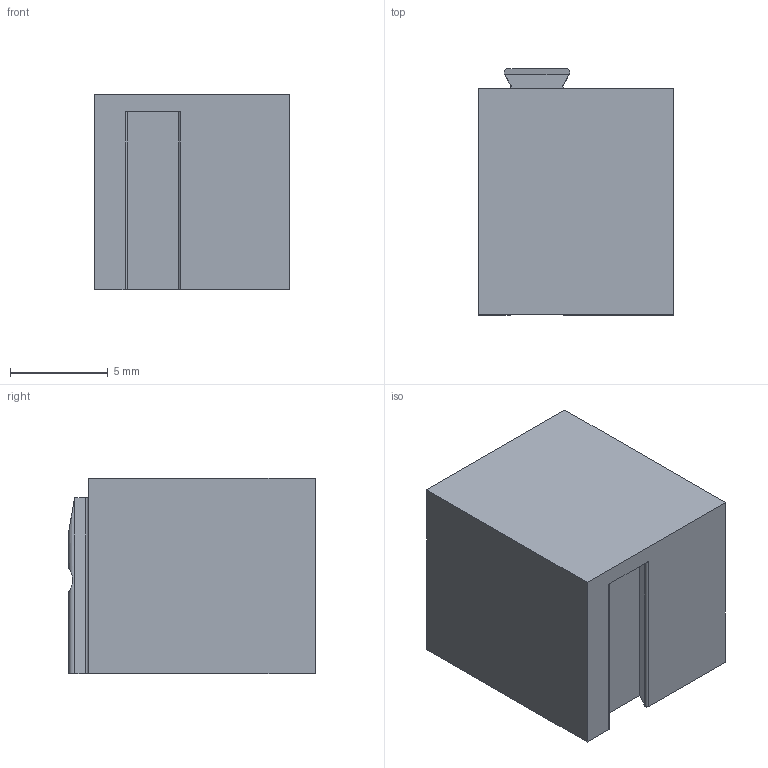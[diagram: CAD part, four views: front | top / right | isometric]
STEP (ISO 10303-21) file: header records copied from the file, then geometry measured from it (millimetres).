
FILE_DESCRIPTION( ( 'STEP AP214' ), '1' );
FILE_NAME( '243-212.stp', '2020-12-23T19:42:24', ( 'License CC BY-ND 4.0' ), ( 'CADENAS' ), ' ', 'PARTsolutions', ' ' );
FILE_SCHEMA( ( 'AUTOMOTIVE_DESIGN { 1 0 10303 214 1 1 1 1 }' ) );
Length unit declared in the file: millimetre
Products named in the file (1): _243-212
Bounding box: 10 x 12.6 x 10 mm (x, y, z)
Volume: 1109.9 mm3; surface area: 771.5 mm2
Topology: 1 solids, 1 shells, 71 faces, 169 edges, 104 vertices
Faces by surface type: cylinder 31, plane 28, cone 12
Entity records: 2665 total; most frequent: CARTESIAN_POINT 419, DIRECTION 359, ORIENTED_EDGE 338, EDGE_CURVE 169, AXIS2_PLACEMENT_3D 132, VERTEX_POINT 104, LINE 95, VECTOR 95
